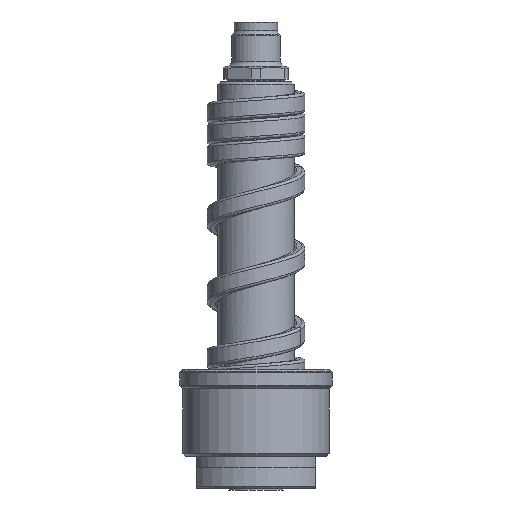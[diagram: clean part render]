
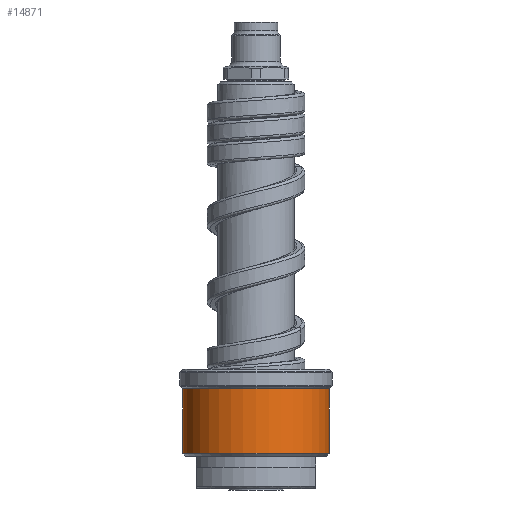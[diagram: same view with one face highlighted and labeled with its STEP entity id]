
A CAD part, front view. The second image highlights one B-rep face of the part: STEP entity #14871.
In plain terms, the highlighted cylindrical face has radius 13.5 mm (diameter 27 mm), a partial arc.
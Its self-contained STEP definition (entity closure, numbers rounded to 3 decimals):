
#4714=CARTESIAN_POINT('',(0.,0.,6.582));
#4715=DIRECTION('',(0.,0.,1.));
#4716=DIRECTION('',(-1.,0.,0.));
#4717=AXIS2_PLACEMENT_3D('',#4714,#4715,#4716);
#4719=DIRECTION('',(0.,0.,-1.));
#4720=VECTOR('',#4719,11.835);
#4721=CARTESIAN_POINT('',(-13.5,0.,18.417));
#4722=LINE('',#4721,#4720);
#4723=CARTESIAN_POINT('',(0.,0.,18.417));
#4724=DIRECTION('',(0.,0.,1.));
#4725=DIRECTION('',(-1.,0.,0.));
#4726=AXIS2_PLACEMENT_3D('',#4723,#4724,#4725);
#4728=DIRECTION('',(0.,0.,-1.));
#4729=VECTOR('',#4728,11.835);
#4730=CARTESIAN_POINT('',(13.5,0.,18.417));
#4731=LINE('',#4730,#4729);
#6678=CARTESIAN_POINT('',(13.5,0.,18.417));
#6679=CARTESIAN_POINT('',(-13.5,0.,18.417));
#6680=VERTEX_POINT('',#6678);
#6681=VERTEX_POINT('',#6679);
#6704=CARTESIAN_POINT('',(13.5,0.,6.582));
#6705=VERTEX_POINT('',#6704);
#6706=CARTESIAN_POINT('',(-13.5,0.,6.582));
#6707=VERTEX_POINT('',#6706);
#14859=CARTESIAN_POINT('',(0.,0.,5.2));
#14860=DIRECTION('',(0.,0.,1.));
#14861=DIRECTION('',(-1.,0.,0.));
#14862=AXIS2_PLACEMENT_3D('',#14859,#14860,#14861);
#14863=CYLINDRICAL_SURFACE('',#14862,13.5);
#14864=ORIENTED_EDGE('',*,*,#14816,.F.);
#14865=ORIENTED_EDGE('',*,*,#14850,.F.);
#14867=ORIENTED_EDGE('',*,*,#14866,.T.);
#14868=ORIENTED_EDGE('',*,*,#14846,.T.);
#14869=EDGE_LOOP('',(#14864,#14865,#14867,#14868));
#14870=FACE_OUTER_BOUND('',#14869,.F.);
#4718=CIRCLE('',#4717,13.5);
#4727=CIRCLE('',#4726,13.5);
#14816=EDGE_CURVE('',#6707,#6705,#4718,.T.);
#14846=EDGE_CURVE('',#6680,#6705,#4731,.T.);
#14850=EDGE_CURVE('',#6681,#6707,#4722,.T.);
#14866=EDGE_CURVE('',#6681,#6680,#4727,.T.);
#14871=ADVANCED_FACE('',(#14870),#14863,.T.);
